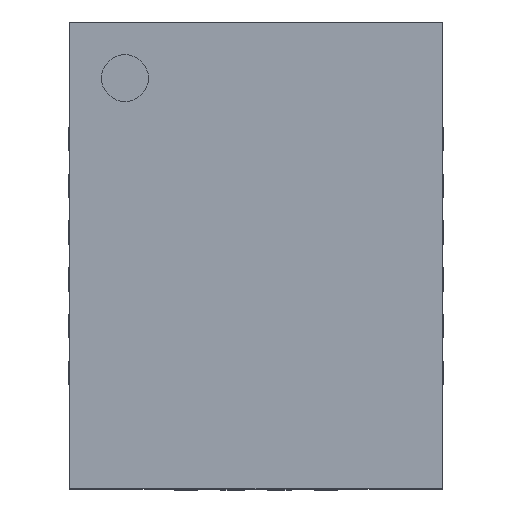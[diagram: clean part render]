
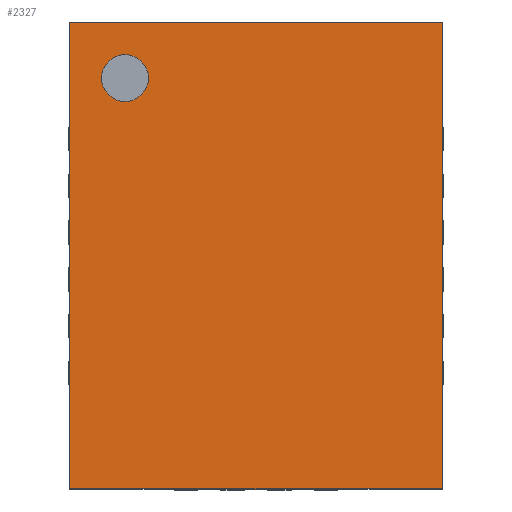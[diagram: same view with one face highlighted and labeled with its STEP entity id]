
A CAD part, top view. The second image highlights one B-rep face of the part: STEP entity #2327.
In plain terms, the highlighted planar face has unit normal (0, 0, 1).
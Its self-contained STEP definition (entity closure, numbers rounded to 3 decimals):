
#12=DIRECTION('',(0.,0.,1.));
#152=VECTOR('',#153,1.);
#153=DIRECTION('',(1.,0.,0.));
#159=VECTOR('',#160,1.);
#160=DIRECTION('',(0.,-1.,0.));
#176=DIRECTION('',(0.,0.,-1.));
#669=VERTEX_POINT('',#670);
#670=CARTESIAN_POINT('',(1.99,2.49,0.77));
#673=EDGE_CURVE('',#669,#674,#676,.T.);
#674=VERTEX_POINT('',#675);
#675=CARTESIAN_POINT('',(1.99,-2.49,0.77));
#676=LINE('',#670,#159);
#777=ORIENTED_EDGE('',*,*,#778,.F.);
#778=EDGE_CURVE('',#779,#669,#781,.T.);
#779=VERTEX_POINT('',#780);
#780=CARTESIAN_POINT('',(-1.99,2.49,0.77));
#781=LINE('',#780,#152);
#862=ORIENTED_EDGE('',*,*,#863,.T.);
#863=EDGE_CURVE('',#779,#864,#866,.T.);
#864=VERTEX_POINT('',#865);
#865=CARTESIAN_POINT('',(-1.99,-2.49,0.77));
#866=LINE('',#780,#159);
#1683=EDGE_CURVE('',#864,#674,#1684,.T.);
#1684=LINE('',#865,#152);
#2327=ADVANCED_FACE('',(#2328,#2332),#2341,.T.);
#2328=FACE_BOUND('',#2329,.T.);
#2329=EDGE_LOOP('',(#777,#862,#2330,#2331));
#2330=ORIENTED_EDGE('',*,*,#1683,.T.);
#2331=ORIENTED_EDGE('',*,*,#673,.F.);
#2332=FACE_BOUND('',#2333,.T.);
#2333=EDGE_LOOP('',(#2334));
#2334=ORIENTED_EDGE('',*,*,#2335,.T.);
#2335=EDGE_CURVE('',#2336,#2336,#2338,.T.);
#2336=VERTEX_POINT('',#2337);
#2337=CARTESIAN_POINT('',(-1.4,1.65,0.77));
#2338=CIRCLE('',#2339,0.25);
#2339=AXIS2_PLACEMENT_3D('',#2340,#176,#160);
#2340=CARTESIAN_POINT('',(-1.4,1.9,0.77));
#2341=PLANE('',#2342);
#2342=AXIS2_PLACEMENT_3D('',#780,#12,#160);
